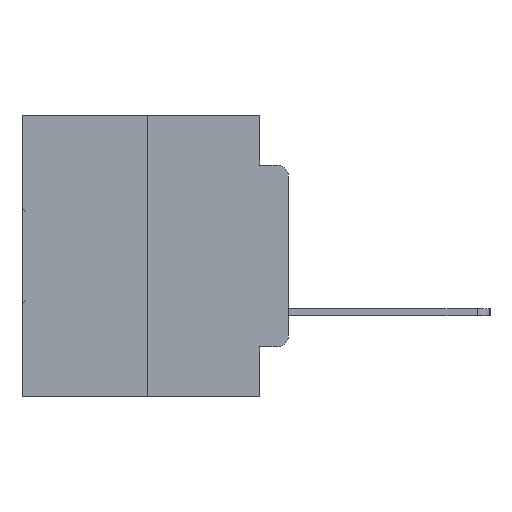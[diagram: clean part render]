
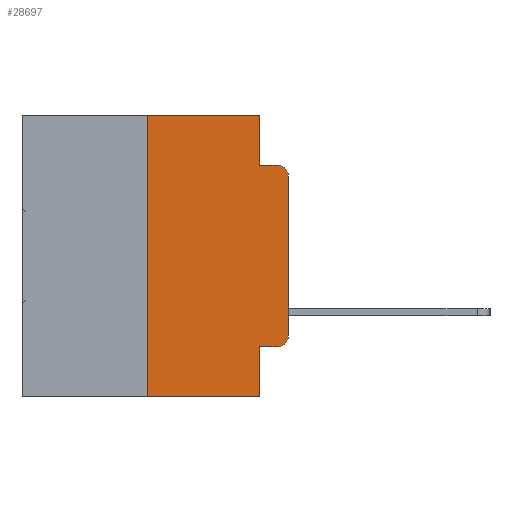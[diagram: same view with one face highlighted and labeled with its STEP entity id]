
A CAD part, left-side view. The second image highlights one B-rep face of the part: STEP entity #28697.
In plain terms, the highlighted planar face has unit normal (-1, 0, 0).
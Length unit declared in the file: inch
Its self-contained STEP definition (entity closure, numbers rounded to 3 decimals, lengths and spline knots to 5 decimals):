
#97 = LINE ( 'NONE', #15643, #18790 ) ;
#452 = ORIENTED_EDGE ( 'NONE', *, *, #30918, .T. ) ;
#1080 = LINE ( 'NONE', #30716, #26078 ) ;
#1454 = AXIS2_PLACEMENT_3D ( 'NONE', #25006, #10630, #27430 ) ;
#1568 = VECTOR ( 'NONE', #14549, 39.37008 ) ;
#1758 = ORIENTED_EDGE ( 'NONE', *, *, #13916, .T. ) ;
#2239 = VERTEX_POINT ( 'NONE', #13535 ) ;
#2336 = LINE ( 'NONE', #31271, #1568 ) ;
#2344 = EDGE_CURVE ( 'NONE', #20851, #2239, #97, .T. ) ;
#2701 = ORIENTED_EDGE ( 'NONE', *, *, #29664, .F. ) ;
#2710 = DIRECTION ( 'NONE',  ( 0., 0., 1. ) ) ;
#2923 = CARTESIAN_POINT ( 'NONE',  ( 0., 0.051, 0. ) ) ;
#2979 = CARTESIAN_POINT ( 'NONE',  ( 0., 0.25, -0.5 ) ) ;
#3456 = VECTOR ( 'NONE', #28130, 39.37008 ) ;
#3600 = DIRECTION ( 'NONE',  ( 0., 0., -1. ) ) ;
#3946 = CARTESIAN_POINT ( 'NONE',  ( 0., 0.473, 0. ) ) ;
#4175 = CARTESIAN_POINT ( 'NONE',  ( 0., 0.051, -0.0885 ) ) ;
#4304 = DIRECTION ( 'NONE',  ( -1., 0., 0. ) ) ;
#5734 = EDGE_CURVE ( 'NONE', #20851, #14136, #1080, .T. ) ;
#5807 = VERTEX_POINT ( 'NONE', #19129 ) ;
#6424 = DIRECTION ( 'NONE',  ( 0., 0., -1. ) ) ;
#6992 = CIRCLE ( 'NONE', #1454, 0.02 ) ;
#7516 = ORIENTED_EDGE ( 'NONE', *, *, #2344, .F. ) ;
#7714 = EDGE_LOOP ( 'NONE', ( #452, #20255, #27217, #10952, #12195, #2701, #13356, #7516, #17480, #1758 ) ) ;
#8961 = VERTEX_POINT ( 'NONE', #23471 ) ;
#9024 = CIRCLE ( 'NONE', #27150, 0.02 ) ;
#9613 = CARTESIAN_POINT ( 'NONE',  ( 0., 0.051, -0.4115 ) ) ;
#10084 = EDGE_CURVE ( 'NONE', #16056, #5807, #22042, .T. ) ;
#10630 = DIRECTION ( 'NONE',  ( -1., 0., 0. ) ) ;
#10952 = ORIENTED_EDGE ( 'NONE', *, *, #20952, .F. ) ;
#11491 = DIRECTION ( 'NONE',  ( 0., -1., 0. ) ) ;
#12195 = ORIENTED_EDGE ( 'NONE', *, *, #15606, .F. ) ;
#12460 = CARTESIAN_POINT ( 'NONE',  ( 0., 0.25, 0. ) ) ;
#12480 = DIRECTION ( 'NONE',  ( 0., 0., -1. ) ) ;
#13192 = FACE_OUTER_BOUND ( 'NONE', #7714, .T. ) ;
#13356 = ORIENTED_EDGE ( 'NONE', *, *, #15464, .T. ) ;
#13535 = CARTESIAN_POINT ( 'NONE',  ( 0., 0.051, -0.5 ) ) ;
#13916 = EDGE_CURVE ( 'NONE', #14136, #8961, #9024, .T. ) ;
#14032 = CARTESIAN_POINT ( 'NONE',  ( 0., 0.25, 0. ) ) ;
#14136 = VERTEX_POINT ( 'NONE', #14843 ) ;
#14215 = LINE ( 'NONE', #16354, #25448 ) ;
#14549 = DIRECTION ( 'NONE',  ( 0., -1., 0. ) ) ;
#14618 = VERTEX_POINT ( 'NONE', #2979 ) ;
#14843 = CARTESIAN_POINT ( 'NONE',  ( 0., 0.02, -0.4115 ) ) ;
#15464 = EDGE_CURVE ( 'NONE', #14618, #2239, #14215, .T. ) ;
#15606 = EDGE_CURVE ( 'NONE', #21366, #27105, #2336, .T. ) ;
#15643 = CARTESIAN_POINT ( 'NONE',  ( 0., 0.051, 0. ) ) ;
#15876 = CARTESIAN_POINT ( 'NONE',  ( 0., 0., -0.1085 ) ) ;
#15935 = VECTOR ( 'NONE', #12480, 39.37008 ) ;
#16056 = VERTEX_POINT ( 'NONE', #4175 ) ;
#16354 = CARTESIAN_POINT ( 'NONE',  ( 0., 0.473, -0.5 ) ) ;
#16949 = VECTOR ( 'NONE', #29464, 39.37008 ) ;
#17480 = ORIENTED_EDGE ( 'NONE', *, *, #5734, .T. ) ;
#17555 = EDGE_CURVE ( 'NONE', #18267, #5807, #6992, .T. ) ;
#18267 = VERTEX_POINT ( 'NONE', #15876 ) ;
#18498 = CARTESIAN_POINT ( 'NONE',  ( 0., 0.051, -0.0885 ) ) ;
#18790 = VECTOR ( 'NONE', #3600, 39.37008 ) ;
#18818 = DIRECTION ( 'NONE',  ( 0., -1., 0. ) ) ;
#18843 = CARTESIAN_POINT ( 'NONE',  ( 0., 0.02, -0.3915 ) ) ;
#19056 = AXIS2_PLACEMENT_3D ( 'NONE', #3946, #20902, #6424 ) ;
#19129 = CARTESIAN_POINT ( 'NONE',  ( 0., 0.02, -0.0885 ) ) ;
#20255 = ORIENTED_EDGE ( 'NONE', *, *, #17555, .T. ) ;
#20851 = VERTEX_POINT ( 'NONE', #9613 ) ;
#20902 = DIRECTION ( 'NONE',  ( 1., 0., 0. ) ) ;
#20952 = EDGE_CURVE ( 'NONE', #27105, #16056, #27907, .T. ) ;
#21271 = DIRECTION ( 'NONE',  ( 0., 0., -1. ) ) ;
#21366 = VERTEX_POINT ( 'NONE', #14032 ) ;
#22042 = LINE ( 'NONE', #18498, #3456 ) ;
#23408 = LINE ( 'NONE', #12460, #27528 ) ;
#23471 = CARTESIAN_POINT ( 'NONE',  ( 0., 0., -0.3915 ) ) ;
#24426 = CARTESIAN_POINT ( 'NONE',  ( 0., 0.051, 0. ) ) ;
#24763 = CARTESIAN_POINT ( 'NONE',  ( 0., 0., 0. ) ) ;
#25006 = CARTESIAN_POINT ( 'NONE',  ( 0., 0.02, -0.1085 ) ) ;
#25448 = VECTOR ( 'NONE', #11491, 39.37008 ) ;
#26078 = VECTOR ( 'NONE', #18818, 39.37008 ) ;
#27105 = VERTEX_POINT ( 'NONE', #2923 ) ;
#27150 = AXIS2_PLACEMENT_3D ( 'NONE', #18843, #4304, #21271 ) ;
#27217 = ORIENTED_EDGE ( 'NONE', *, *, #10084, .F. ) ;
#27430 = DIRECTION ( 'NONE',  ( 0., 0., -1. ) ) ;
#27528 = VECTOR ( 'NONE', #2710, 39.37008 ) ;
#27907 = LINE ( 'NONE', #24426, #15935 ) ;
#28018 = PLANE ( 'NONE',  #19056 ) ;
#28130 = DIRECTION ( 'NONE',  ( 0., -1., 0. ) ) ;
#28697 = ADVANCED_FACE ( 'NONE', ( #13192 ), #28018, .F. ) ;
#29464 = DIRECTION ( 'NONE',  ( 0., 0., 1. ) ) ;
#29664 = EDGE_CURVE ( 'NONE', #14618, #21366, #23408, .T. ) ;
#29690 = LINE ( 'NONE', #24763, #16949 ) ;
#30716 = CARTESIAN_POINT ( 'NONE',  ( 0., 0.051, -0.4115 ) ) ;
#30918 = EDGE_CURVE ( 'NONE', #8961, #18267, #29690, .T. ) ;
#31271 = CARTESIAN_POINT ( 'NONE',  ( 0., 0.473, 0. ) ) ;
